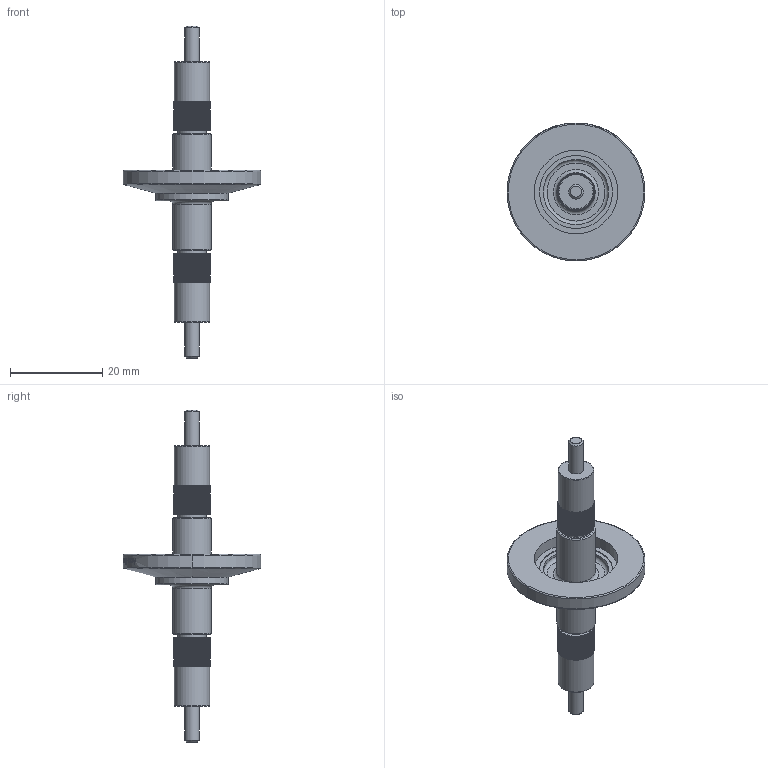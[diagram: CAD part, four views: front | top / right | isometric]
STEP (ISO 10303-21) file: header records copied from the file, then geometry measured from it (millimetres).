
FILE_DESCRIPTION(/* description */ ('Alibre Inc.'),/* implementation_level */ '2;1');
FILE_NAME(/* name */ '105210.stp',/* time_stamp */ '2013-10-28T15:25:20-07:00',/* author */ (''),/* organization */ ('Accu-Glass_Products_Inc'),/* preprocessor_version */ 'ST-DEVELOPER v14',/* originating_system */ 'Alibre',/* authorisation */ '');
FILE_SCHEMA (('CONFIG_CONTROL_DESIGN'));
Length unit declared in the file: centimetre
Products named in the file (1): ID_1
Bounding box: 29.97 x 29.97 x 72.14 mm (x, y, z)
Volume: 5185.6 mm3; surface area: 3675.7 mm2
Topology: 1 solids, 1 shells, 1385 faces, 4000 edges, 2660 vertices
Faces by surface type: plane 650, cylinder 569, bspline 139, torus 14, cone 12, sphere 1
Full cylindrical faces by diameter (mm): 3.175 x2, 6.172 x2, 7.061 x2, 7.671 x2, 8.331 x2, 14.122 x1, 15.812 x1, 15.875 x1, 18.161 x1
Entity records: 65796 total; most frequent: CARTESIAN_POINT 38018, ORIENTED_EDGE 7918, EDGE_CURVE 3959, DIRECTION 2921, VERTEX_POINT 2653, EDGE_LOOP 1462, FACE_BOUND 1462, ADVANCED_FACE 1385
